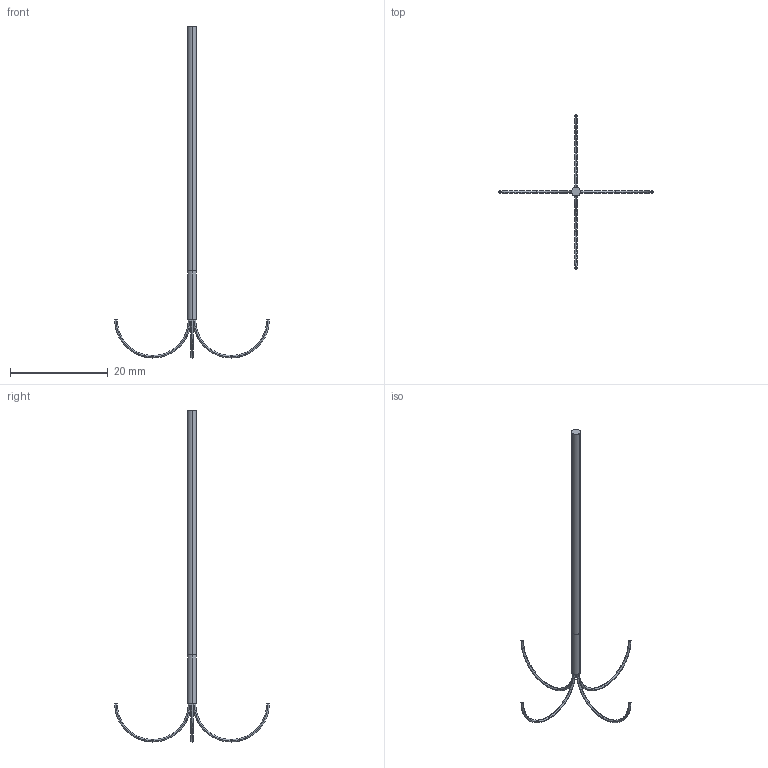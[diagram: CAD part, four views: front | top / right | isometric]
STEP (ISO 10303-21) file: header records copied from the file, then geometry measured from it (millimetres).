
FILE_DESCRIPTION( ( 'STEP AP203' ), '1' );
FILE_NAME( 'ablation30.step', ' ', ( ' ' ), ( ' ' ), 'PSStep 22.0.50', ' ', ' ' );
FILE_SCHEMA( ( 'CONFIG_CONTROL_DESIGN' ) );
Length unit declared in the file: millimetre
Products named in the file (6): 1; 2; 3; 4; 5; 6
Bounding box: 31.53 x 31.53 x 67.77 mm (x, y, z)
Volume: 178.7 mm3; surface area: 514.9 mm2
Topology: 6 solids, 6 shells, 52 faces, 104 edges, 64 vertices
Faces by surface type: bspline 52
Entity records: 1491 total; most frequent: CARTESIAN_POINT 758, ORIENTED_EDGE 208, EDGE_CURVE 104, VERTEX_POINT 64, ADVANCED_FACE 52, FACE_OUTER_BOUND 52, EDGE_LOOP 52, CC_DESIGN_PERSON_AND_ORGANIZATION_ASSIGNMENT 25
